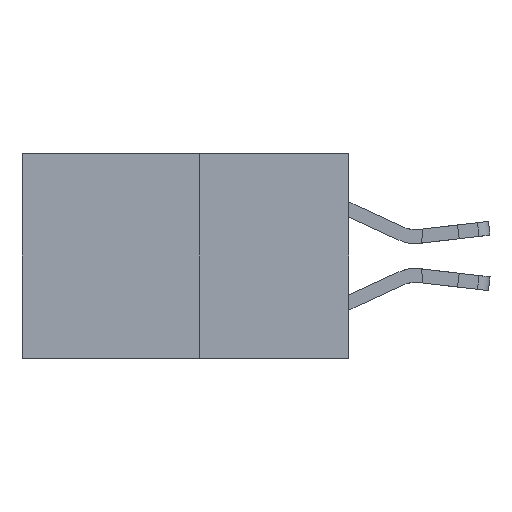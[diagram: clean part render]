
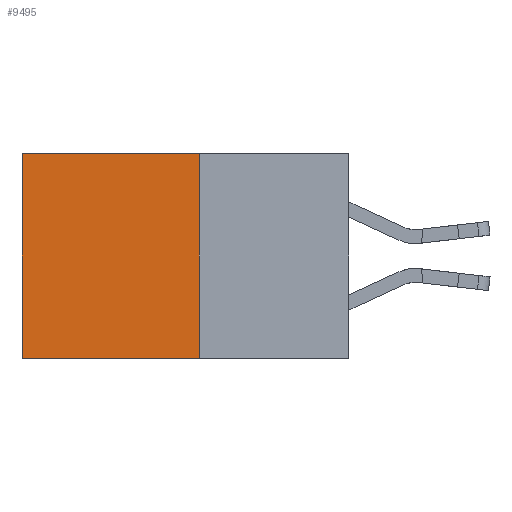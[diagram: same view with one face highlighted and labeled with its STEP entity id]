
A CAD part, left-side view. The second image highlights one B-rep face of the part: STEP entity #9495.
In plain terms, the highlighted planar face has unit normal (-1, 0, 0).
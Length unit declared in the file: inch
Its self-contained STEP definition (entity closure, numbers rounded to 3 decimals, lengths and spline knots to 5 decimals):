
#531 = EDGE_LOOP ( 'NONE', ( #13951, #12954, #16401, #2823 ) ) ;
#576 = EDGE_CURVE ( 'NONE', #18916, #14354, #1064, .T. ) ;
#1064 = LINE ( 'NONE', #9879, #8957 ) ;
#1084 = CARTESIAN_POINT ( 'NONE',  ( 0.277, 0.27, -0.37 ) ) ;
#1129 = VERTEX_POINT ( 'NONE', #3655 ) ;
#2237 = CARTESIAN_POINT ( 'NONE',  ( 0.277, 0.27, -0.37 ) ) ;
#2612 = VERTEX_POINT ( 'NONE', #1084 ) ;
#2823 = ORIENTED_EDGE ( 'NONE', *, *, #8246, .T. ) ;
#3655 = CARTESIAN_POINT ( 'NONE',  ( 0.277, 0.27, 0. ) ) ;
#3712 = DIRECTION ( 'NONE',  ( 0., 0., -1. ) ) ;
#3829 = VECTOR ( 'NONE', #12787, 39.37008 ) ;
#4331 = LINE ( 'NONE', #11346, #7365 ) ;
#5356 = AXIS2_PLACEMENT_3D ( 'NONE', #2237, #12629, #3712 ) ;
#5661 = VECTOR ( 'NONE', #16768, 39.37008 ) ;
#5879 = DIRECTION ( 'NONE',  ( 0., 0., -1. ) ) ;
#7365 = VECTOR ( 'NONE', #14307, 39.37008 ) ;
#7819 = CARTESIAN_POINT ( 'NONE',  ( 0.277, 0.27, 0. ) ) ;
#8246 = EDGE_CURVE ( 'NONE', #1129, #18916, #11755, .T. ) ;
#8602 = EDGE_CURVE ( 'NONE', #1129, #2612, #9638, .T. ) ;
#8686 = CARTESIAN_POINT ( 'NONE',  ( 0.277, 0.27, -0.37 ) ) ;
#8957 = VECTOR ( 'NONE', #5879, 39.37008 ) ;
#9495 = ADVANCED_FACE ( 'NONE', ( #10076 ), #18475, .F. ) ;
#9638 = LINE ( 'NONE', #8686, #5661 ) ;
#9879 = CARTESIAN_POINT ( 'NONE',  ( 0.277, 0.59, -0.37 ) ) ;
#10076 = FACE_OUTER_BOUND ( 'NONE', #531, .T. ) ;
#10570 = CARTESIAN_POINT ( 'NONE',  ( 0.277, 0.59, 0. ) ) ;
#11346 = CARTESIAN_POINT ( 'NONE',  ( 0.277, 0.27, -0.37 ) ) ;
#11755 = LINE ( 'NONE', #7819, #3829 ) ;
#12629 = DIRECTION ( 'NONE',  ( 1., 0., 0. ) ) ;
#12787 = DIRECTION ( 'NONE',  ( 0., 1., 0. ) ) ;
#12954 = ORIENTED_EDGE ( 'NONE', *, *, #18022, .F. ) ;
#13951 = ORIENTED_EDGE ( 'NONE', *, *, #576, .T. ) ;
#14307 = DIRECTION ( 'NONE',  ( 0., 1., 0. ) ) ;
#14354 = VERTEX_POINT ( 'NONE', #15866 ) ;
#15866 = CARTESIAN_POINT ( 'NONE',  ( 0.277, 0.59, -0.37 ) ) ;
#16401 = ORIENTED_EDGE ( 'NONE', *, *, #8602, .F. ) ;
#16768 = DIRECTION ( 'NONE',  ( 0., 0., -1. ) ) ;
#18022 = EDGE_CURVE ( 'NONE', #2612, #14354, #4331, .T. ) ;
#18475 = PLANE ( 'NONE',  #5356 ) ;
#18916 = VERTEX_POINT ( 'NONE', #10570 ) ;
